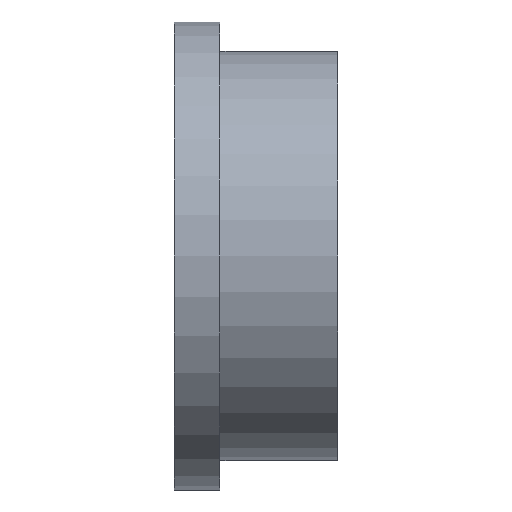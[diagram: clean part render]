
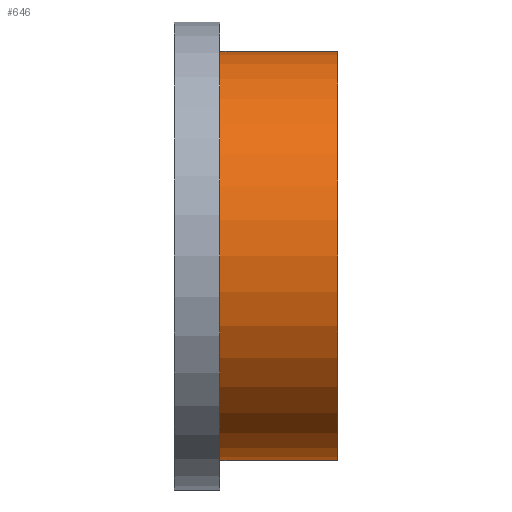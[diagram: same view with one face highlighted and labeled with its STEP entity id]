
A CAD part, left-side view. The second image highlights one B-rep face of the part: STEP entity #646.
In plain terms, the highlighted cylindrical face has radius 3.962 mm (diameter 7.925 mm), a partial arc.
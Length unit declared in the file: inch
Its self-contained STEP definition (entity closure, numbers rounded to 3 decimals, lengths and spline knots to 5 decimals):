
#1 = DIRECTION ( 'NONE',  ( 0., 1., 0. ) ) ;
#10 = ORIENTED_EDGE ( 'NONE', *, *, #623, .T. ) ;
#11 = LINE ( 'NONE', #322, #532 ) ;
#23 = ORIENTED_EDGE ( 'NONE', *, *, #574, .F. ) ;
#43 = CARTESIAN_POINT ( 'NONE',  ( 0., 0.09, 0. ) ) ;
#50 = ORIENTED_EDGE ( 'NONE', *, *, #591, .T. ) ;
#66 = VERTEX_POINT ( 'NONE', #594 ) ;
#83 = DIRECTION ( 'NONE',  ( 0., -1., 0. ) ) ;
#96 = CIRCLE ( 'NONE', #202, 0.156 ) ;
#106 = EDGE_LOOP ( 'NONE', ( #607, #23, #50, #10 ) ) ;
#125 = LINE ( 'NONE', #353, #252 ) ;
#149 = CARTESIAN_POINT ( 'NONE',  ( 0., 0.09, 0. ) ) ;
#171 = AXIS2_PLACEMENT_3D ( 'NONE', #43, #83, #648 ) ;
#185 = DIRECTION ( 'NONE',  ( 0., -1., 0. ) ) ;
#194 = DIRECTION ( 'NONE',  ( 0., 0., 1. ) ) ;
#202 = AXIS2_PLACEMENT_3D ( 'NONE', #314, #1, #360 ) ;
#252 = VECTOR ( 'NONE', #185, 39.37008 ) ;
#253 = AXIS2_PLACEMENT_3D ( 'NONE', #149, #512, #194 ) ;
#272 = CIRCLE ( 'NONE', #253, 0.156 ) ;
#306 = CARTESIAN_POINT ( 'NONE',  ( 0., 0., 0.156 ) ) ;
#314 = CARTESIAN_POINT ( 'NONE',  ( 0., 0., 0. ) ) ;
#322 = CARTESIAN_POINT ( 'NONE',  ( 0., 0.09, 0.156 ) ) ;
#351 = CYLINDRICAL_SURFACE ( 'NONE', #171, 0.156 ) ;
#353 = CARTESIAN_POINT ( 'NONE',  ( 0., 0.09, -0.156 ) ) ;
#360 = DIRECTION ( 'NONE',  ( 0., 0., 1. ) ) ;
#367 = FACE_OUTER_BOUND ( 'NONE', #106, .T. ) ;
#381 = CARTESIAN_POINT ( 'NONE',  ( 0., 0.09, -0.156 ) ) ;
#391 = VERTEX_POINT ( 'NONE', #381 ) ;
#436 = CARTESIAN_POINT ( 'NONE',  ( 0., 0.09, 0.156 ) ) ;
#467 = VERTEX_POINT ( 'NONE', #436 ) ;
#512 = DIRECTION ( 'NONE',  ( 0., 1., 0. ) ) ;
#527 = VERTEX_POINT ( 'NONE', #306 ) ;
#532 = VECTOR ( 'NONE', #596, 39.37008 ) ;
#574 = EDGE_CURVE ( 'NONE', #391, #467, #272, .T. ) ;
#580 = EDGE_CURVE ( 'NONE', #467, #527, #11, .T. ) ;
#591 = EDGE_CURVE ( 'NONE', #391, #66, #125, .T. ) ;
#594 = CARTESIAN_POINT ( 'NONE',  ( 0., 0., -0.156 ) ) ;
#596 = DIRECTION ( 'NONE',  ( 0., -1., 0. ) ) ;
#607 = ORIENTED_EDGE ( 'NONE', *, *, #580, .F. ) ;
#623 = EDGE_CURVE ( 'NONE', #66, #527, #96, .T. ) ;
#646 = ADVANCED_FACE ( 'NONE', ( #367 ), #351, .T. ) ;
#648 = DIRECTION ( 'NONE',  ( 0., 0., -1. ) ) ;
